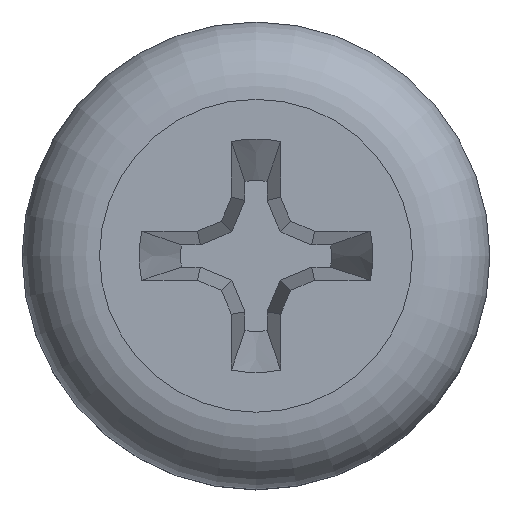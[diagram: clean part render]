
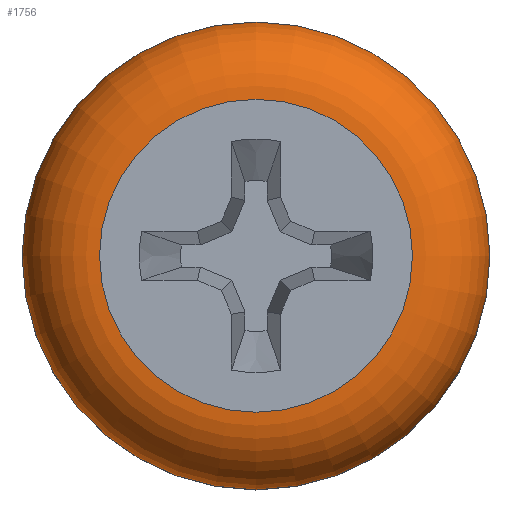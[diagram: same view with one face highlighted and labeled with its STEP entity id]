
A CAD part, top view. The second image highlights one B-rep face of the part: STEP entity #1756.
In plain terms, the highlighted toroidal (fillet/blend) face has major radius 3.178 mm and minor radius 1.573 mm.
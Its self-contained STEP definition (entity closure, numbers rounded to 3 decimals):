
#39=TOROIDAL_SURFACE('',#1880,3.178,1.573);
#179=FACE_OUTER_BOUND('',#273,.T.);
#273=EDGE_LOOP('',(#1347,#1348,#1349,#1350,#1351,#1352,#1353));
#313=CIRCLE('',#1881,4.75);
#314=CIRCLE('',#1882,4.75);
#315=CIRCLE('',#1883,1.573);
#316=CIRCLE('',#1884,3.178);
#317=CIRCLE('',#1885,3.178);
#318=CIRCLE('',#1886,4.75);
#759=VERTEX_POINT('',#9938);
#760=VERTEX_POINT('',#9939);
#761=VERTEX_POINT('',#9941);
#762=VERTEX_POINT('',#9943);
#763=VERTEX_POINT('',#9945);
#1008=EDGE_CURVE('',#759,#760,#313,.T.);
#1009=EDGE_CURVE('',#761,#759,#314,.T.);
#1010=EDGE_CURVE('',#761,#762,#315,.T.);
#1011=EDGE_CURVE('',#762,#763,#316,.T.);
#1012=EDGE_CURVE('',#763,#762,#317,.T.);
#1013=EDGE_CURVE('',#760,#761,#318,.T.);
#1347=ORIENTED_EDGE('',*,*,#1008,.F.);
#1348=ORIENTED_EDGE('',*,*,#1009,.F.);
#1349=ORIENTED_EDGE('',*,*,#1010,.T.);
#1350=ORIENTED_EDGE('',*,*,#1011,.T.);
#1351=ORIENTED_EDGE('',*,*,#1012,.T.);
#1352=ORIENTED_EDGE('',*,*,#1010,.F.);
#1353=ORIENTED_EDGE('',*,*,#1013,.F.);
#1756=ADVANCED_FACE('',(#179),#39,.T.);
#1880=AXIS2_PLACEMENT_3D('',#9937,#2138,#2139);
#1881=AXIS2_PLACEMENT_3D('',#9940,#2140,#2141);
#1882=AXIS2_PLACEMENT_3D('',#9942,#2142,#2143);
#1883=AXIS2_PLACEMENT_3D('',#9944,#2144,#2145);
#1884=AXIS2_PLACEMENT_3D('',#9946,#2146,#2147);
#1885=AXIS2_PLACEMENT_3D('',#9947,#2148,#2149);
#1886=AXIS2_PLACEMENT_3D('',#9948,#2150,#2151);
#2138=DIRECTION('center_axis',(0.,0.,-1.));
#2139=DIRECTION('ref_axis',(0.,1.,0.));
#2140=DIRECTION('center_axis',(0.,0.,-1.));
#2141=DIRECTION('ref_axis',(0.,1.,0.));
#2142=DIRECTION('center_axis',(0.,0.,-1.));
#2143=DIRECTION('ref_axis',(0.,1.,0.));
#2144=DIRECTION('center_axis',(-1.,0.,0.));
#2145=DIRECTION('ref_axis',(0.,-1.,0.));
#2146=DIRECTION('center_axis',(0.,0.,-1.));
#2147=DIRECTION('ref_axis',(0.,1.,0.));
#2148=DIRECTION('center_axis',(0.,0.,-1.));
#2149=DIRECTION('ref_axis',(0.,1.,0.));
#2150=DIRECTION('center_axis',(0.,0.,-1.));
#2151=DIRECTION('ref_axis',(0.,1.,0.));
#9937=CARTESIAN_POINT('Origin',(0.,0.,2.128));
#9938=CARTESIAN_POINT('',(-4.75,0.,2.128));
#9939=CARTESIAN_POINT('',(4.75,0.,2.128));
#9940=CARTESIAN_POINT('Origin',(0.,0.,2.128));
#9941=CARTESIAN_POINT('',(0.,-4.75,2.128));
#9942=CARTESIAN_POINT('Origin',(0.,0.,2.128));
#9943=CARTESIAN_POINT('',(0.,-3.178,3.7));
#9944=CARTESIAN_POINT('Origin',(0.,-3.178,2.128));
#9945=CARTESIAN_POINT('',(0.,3.178,3.7));
#9946=CARTESIAN_POINT('Origin',(0.,0.,3.7));
#9947=CARTESIAN_POINT('Origin',(0.,0.,3.7));
#9948=CARTESIAN_POINT('Origin',(0.,0.,2.128));
